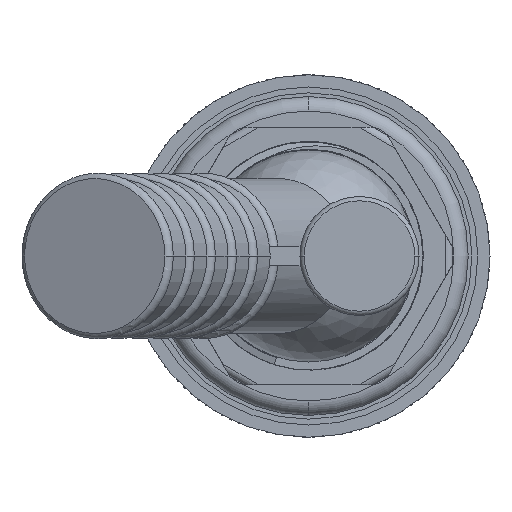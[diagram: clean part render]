
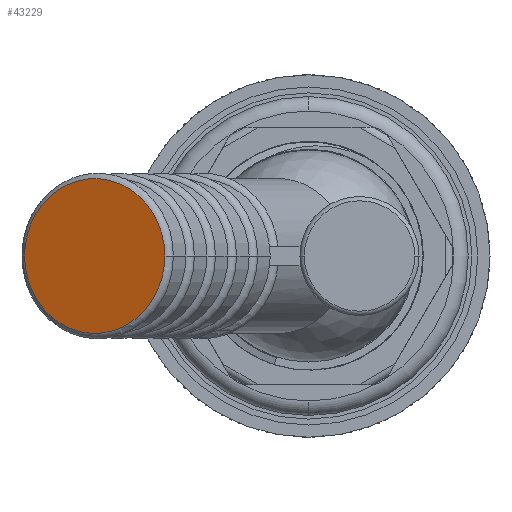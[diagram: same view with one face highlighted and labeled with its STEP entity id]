
A CAD part, front view. The second image highlights one B-rep face of the part: STEP entity #43229.
In plain terms, the highlighted planar face has unit normal (-0.423, -0.906, 0).
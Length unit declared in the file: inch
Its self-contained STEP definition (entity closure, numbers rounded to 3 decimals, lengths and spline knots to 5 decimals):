
#19506=CARTESIAN_POINT('',(-1.56821,-5.53367,0.));
#19507=CARTESIAN_POINT('',(-1.56818,-5.53369,
-0.01634));
#19508=CARTESIAN_POINT('',(-1.56641,-5.53451,
-0.04892));
#19509=CARTESIAN_POINT('',(-1.55872,-5.5381,
-0.09787));
#19510=CARTESIAN_POINT('',(-1.54583,-5.54411,
-0.14566));
#19511=CARTESIAN_POINT('',(-1.52798,-5.55243,
-0.19153));
#19512=CARTESIAN_POINT('',(-1.50547,-5.56293,
-0.23466));
#19513=CARTESIAN_POINT('',(-1.47858,-5.57547,
-0.27462));
#19514=CARTESIAN_POINT('',(-1.44762,-5.5899,
-0.31091));
#19515=CARTESIAN_POINT('',(-1.41304,-5.60603,
-0.34299));
#19516=CARTESIAN_POINT('',(-1.37534,-5.62361,
-0.37039));
#19517=CARTESIAN_POINT('',(-1.33501,-5.64242,
-0.39278));
#19518=CARTESIAN_POINT('',(-1.29258,-5.6622,
-0.40984));
#19519=CARTESIAN_POINT('',(-1.24864,-5.68269,
-0.42135));
#19520=CARTESIAN_POINT('',(-1.20379,-5.7036,
-0.42714));
#19521=CARTESIAN_POINT('',(-1.15864,-5.72466,
-0.42714));
#19522=CARTESIAN_POINT('',(-1.11379,-5.74557,
-0.42135));
#19523=CARTESIAN_POINT('',(-1.06986,-5.76606,
-0.40984));
#19524=CARTESIAN_POINT('',(-1.02743,-5.78584,
-0.39278));
#19525=CARTESIAN_POINT('',(-0.9871,-5.80465,
-0.37039));
#19526=CARTESIAN_POINT('',(-0.94939,-5.82223,
-0.34299));
#19527=CARTESIAN_POINT('',(-0.91482,-5.83836,
-0.31091));
#19528=CARTESIAN_POINT('',(-0.88386,-5.85279,
-0.27462));
#19529=CARTESIAN_POINT('',(-0.85697,-5.86533,
-0.23466));
#19530=CARTESIAN_POINT('',(-0.83446,-5.87583,
-0.19153));
#19531=CARTESIAN_POINT('',(-0.8166,-5.88415,
-0.14566));
#19532=CARTESIAN_POINT('',(-0.80371,-5.89016,
-0.09787));
#19533=CARTESIAN_POINT('',(-0.79603,-5.89375,
-0.04892));
#19534=CARTESIAN_POINT('',(-0.79426,-5.89457,
-0.01634));
#19535=CARTESIAN_POINT('',(-0.79422,-5.89459,0.));
#19540=CARTESIAN_POINT('',(-0.79422,-5.89459,0.));
#19541=CARTESIAN_POINT('',(-0.79426,-5.89457,
0.01634));
#19542=CARTESIAN_POINT('',(-0.79603,-5.89375,
0.04892));
#19543=CARTESIAN_POINT('',(-0.80371,-5.89016,
0.09787));
#19544=CARTESIAN_POINT('',(-0.8166,-5.88415,
0.14566));
#19545=CARTESIAN_POINT('',(-0.83446,-5.87583,
0.19153));
#19546=CARTESIAN_POINT('',(-0.85697,-5.86533,
0.23466));
#19547=CARTESIAN_POINT('',(-0.88386,-5.85279,
0.27462));
#19548=CARTESIAN_POINT('',(-0.91482,-5.83836,
0.31091));
#19549=CARTESIAN_POINT('',(-0.94939,-5.82223,
0.34299));
#19550=CARTESIAN_POINT('',(-0.9871,-5.80465,
0.37039));
#19551=CARTESIAN_POINT('',(-1.02743,-5.78584,
0.39278));
#19552=CARTESIAN_POINT('',(-1.06986,-5.76606,
0.40984));
#19553=CARTESIAN_POINT('',(-1.11379,-5.74557,
0.42135));
#19554=CARTESIAN_POINT('',(-1.15864,-5.72466,
0.42714));
#19555=CARTESIAN_POINT('',(-1.20379,-5.7036,
0.42714));
#19556=CARTESIAN_POINT('',(-1.24864,-5.68269,
0.42135));
#19557=CARTESIAN_POINT('',(-1.29258,-5.6622,
0.40984));
#19558=CARTESIAN_POINT('',(-1.33501,-5.64242,
0.39278));
#19559=CARTESIAN_POINT('',(-1.37534,-5.62361,
0.37039));
#19560=CARTESIAN_POINT('',(-1.41304,-5.60603,
0.34299));
#19561=CARTESIAN_POINT('',(-1.44762,-5.5899,
0.31091));
#19562=CARTESIAN_POINT('',(-1.47858,-5.57547,
0.27462));
#19563=CARTESIAN_POINT('',(-1.50547,-5.56293,
0.23466));
#19564=CARTESIAN_POINT('',(-1.52798,-5.55243,
0.19153));
#19565=CARTESIAN_POINT('',(-1.54583,-5.54411,
0.14566));
#19566=CARTESIAN_POINT('',(-1.55872,-5.5381,
0.09787));
#19567=CARTESIAN_POINT('',(-1.56641,-5.53451,
0.04892));
#19568=CARTESIAN_POINT('',(-1.56818,-5.53369,
0.01634));
#19569=CARTESIAN_POINT('',(-1.56821,-5.53367,0.));
#21526=CARTESIAN_POINT('',(-1.56796,-5.53337,0.));
#21527=VERTEX_POINT('',#21526);
#21528=CARTESIAN_POINT('',(-0.79416,-5.89421,0.));
#21529=VERTEX_POINT('',#21528);
#43220=CARTESIAN_POINT('',(-1.18122,-5.71413,0.));
#43221=DIRECTION('',(-0.423,-0.906,0.));
#43222=DIRECTION('',(0.906,-0.423,0.));
#43223=AXIS2_PLACEMENT_3D('',#43220,#43221,#43222);
#43224=PLANE('',#43223);
#43225=ORIENTED_EDGE('',*,*,#43083,.F.);
#43226=ORIENTED_EDGE('',*,*,#43068,.F.);
#43227=EDGE_LOOP('',(#43225,#43226));
#43228=FACE_OUTER_BOUND('',#43227,.F.);
#19536=B_SPLINE_CURVE_WITH_KNOTS('',3,(#19506,#19507,#19508,#19509,#19510,
#19511,#19512,#19513,#19514,#19515,#19516,#19517,#19518,#19519,#19520,#19521,
#19522,#19523,#19524,#19525,#19526,#19527,#19528,#19529,#19530,#19531,#19532,
#19533,#19534,#19535),.UNSPECIFIED.,.F.,.F.,(4,1,1,1,1,1,1,1,1,1,1,1,1,1,1,1,1,
1,1,1,1,1,1,1,1,1,1,4),(0.,0.03704,0.07407,
0.11111,0.14815,0.18519,0.22222,
0.25926,0.2963,0.33333,0.37037,
0.40741,0.44444,0.48148,0.51852,
0.55556,0.59259,0.62963,0.66667,
0.7037,0.74074,0.77778,0.81481,
0.85185,0.88889,0.92593,0.96296,1.),
.UNSPECIFIED.);
#19570=B_SPLINE_CURVE_WITH_KNOTS('',3,(#19540,#19541,#19542,#19543,#19544,
#19545,#19546,#19547,#19548,#19549,#19550,#19551,#19552,#19553,#19554,#19555,
#19556,#19557,#19558,#19559,#19560,#19561,#19562,#19563,#19564,#19565,#19566,
#19567,#19568,#19569),.UNSPECIFIED.,.F.,.F.,(4,1,1,1,1,1,1,1,1,1,1,1,1,1,1,1,1,
1,1,1,1,1,1,1,1,1,1,4),(0.,0.03704,0.07407,
0.11111,0.14815,0.18519,0.22222,
0.25926,0.2963,0.33333,0.37037,
0.40741,0.44444,0.48148,0.51852,
0.55556,0.59259,0.62963,0.66667,
0.7037,0.74074,0.77778,0.81481,
0.85185,0.88889,0.92593,0.96296,1.),
.UNSPECIFIED.);
#43068=EDGE_CURVE('',#21529,#21527,#19570,.T.);
#43083=EDGE_CURVE('',#21527,#21529,#19536,.T.);
#43229=ADVANCED_FACE('',(#43228),#43224,.T.);
